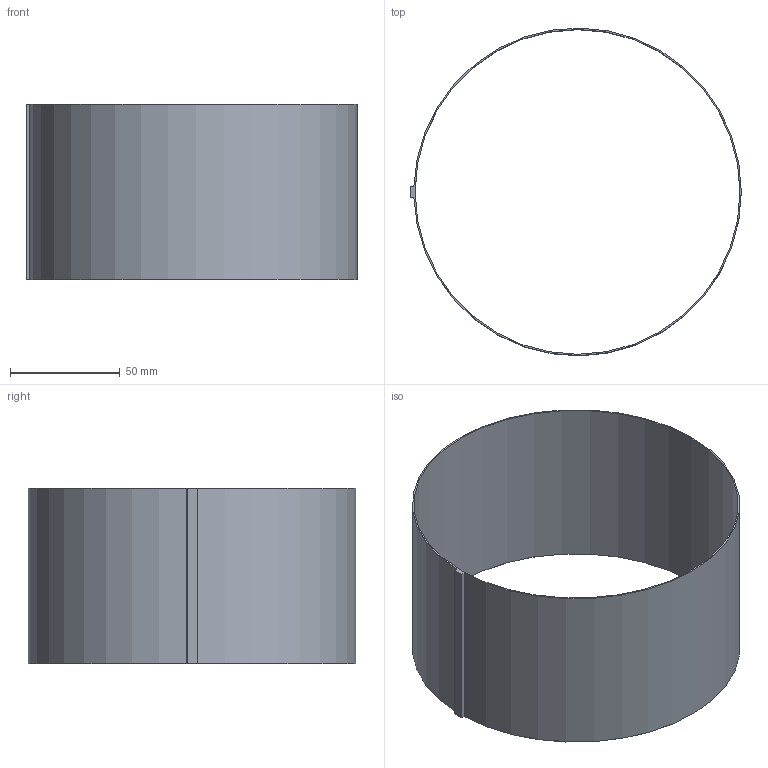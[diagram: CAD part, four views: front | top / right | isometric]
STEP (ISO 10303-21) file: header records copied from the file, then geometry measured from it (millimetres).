
FILE_DESCRIPTION(('STEP AP203'),'1');
FILE_NAME('V 4061033 SR-VBS 150 Rohrbogenverbinder.STP','2019-11-15T11:13:50',(' '),(' '),'Spatial InterOp 3D',' ',' ');
FILE_SCHEMA(('CONFIG_CONTROL_DESIGN'));
Length unit declared in the file: millimetre
Products named in the file (1): 1
Bounding box: 150.6 x 149.18 x 80 mm (x, y, z)
Volume: 22935 mm3; surface area: 75485.9 mm2
Topology: 1 solids, 1 shells, 7 faces, 15 edges, 10 vertices
Faces by surface type: plane 5, cylinder 2
Full cylindrical faces by diameter (mm): 148 x1
Entity records: 236 total; most frequent: DIRECTION 34, CARTESIAN_POINT 32, ORIENTED_EDGE 28, EDGE_CURVE 14, AXIS2_PLACEMENT_3D 12, EDGE_LOOP 10, VERTEX_POINT 10, LINE 10
